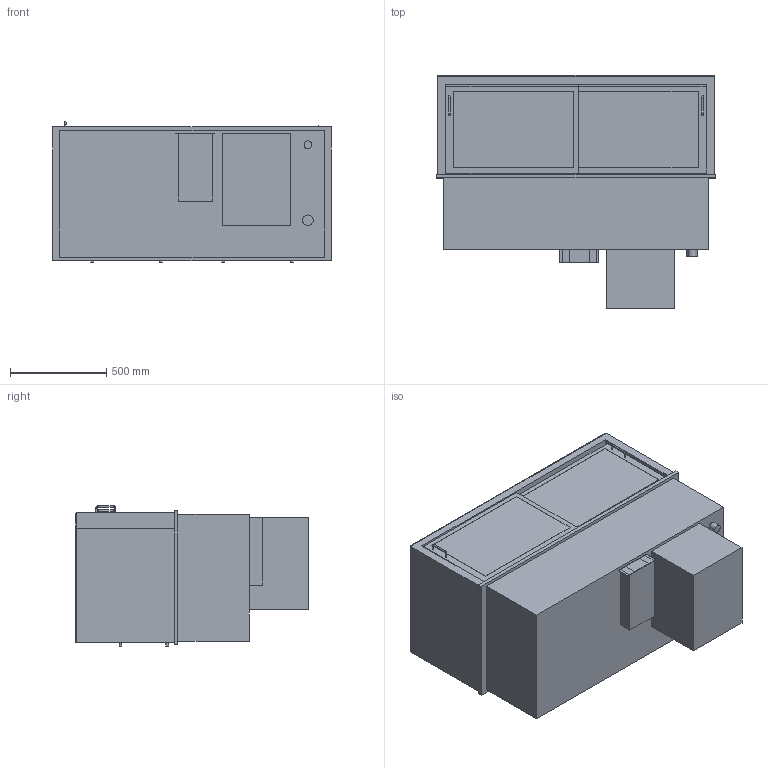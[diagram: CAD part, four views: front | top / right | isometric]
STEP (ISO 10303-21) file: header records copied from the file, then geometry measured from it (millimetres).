
FILE_DESCRIPTION(/* description */ ('vereinfachtes Modell'),/* implementation_level */ '2;1');
FILE_NAME(/* name */ '3D-AKE-00007484.stp',/* time_stamp */ '2025-01-16T09:10:32+01:00',/* author */ ('marina.schachner'),/* organization */ (''),/* preprocessor_version */ 'ST-DEVELOPER v20',/* originating_system */ 'Autodesk Inventor 2024',/* authorisation */ '');
FILE_SCHEMA (('AUTOMOTIVE_DESIGN { 1 0 10303 214 3 1 1 }'));
Length unit declared in the file: millimetre
Products named in the file (1): 3D-AKE-00007484
Bounding box: 1450 x 1214 x 731 mm (x, y, z)
Volume: 201821370.5 mm3; surface area: 18858825.2 mm2
Topology: 53 solids, 53 shells, 397 faces, 864 edges, 576 vertices
Faces by surface type: plane 329, cylinder 56, cone 8, torus 4
Full cylindrical faces by diameter (mm): 8 x6, 15 x8, 40 x1, 55 x1
Entity records: 10746 total; most frequent: CARTESIAN_POINT 1838, DIRECTION 1800, ORIENTED_EDGE 1728, EDGE_CURVE 864, LINE 724, VECTOR 724, VERTEX_POINT 576, AXIS2_PLACEMENT_3D 538
